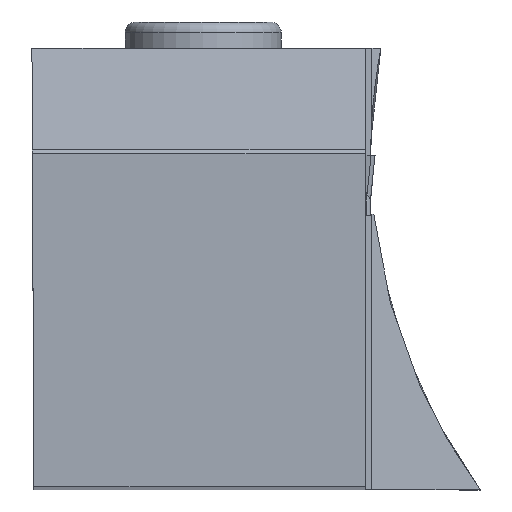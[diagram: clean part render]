
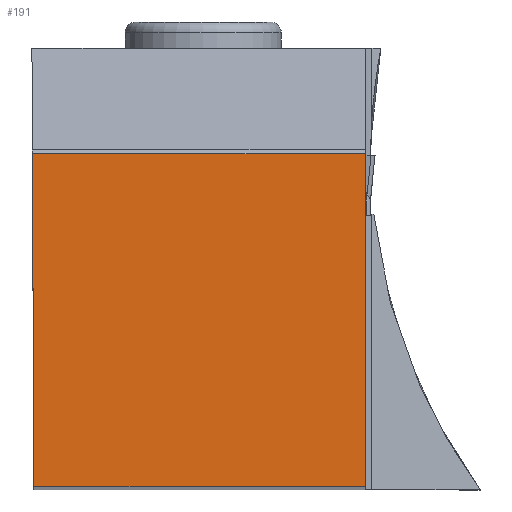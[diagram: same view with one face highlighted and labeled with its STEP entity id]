
A CAD part, top view. The second image highlights one B-rep face of the part: STEP entity #191.
In plain terms, the highlighted planar face has unit normal (0, 0, 1).
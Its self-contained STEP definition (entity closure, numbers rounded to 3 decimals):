
#191=ADVANCED_FACE('BLANK_BOXF006',(#302),#241,.F.);
#241=PLANE('',#1442);
#302=FACE_OUTER_BOUND('',#365,.T.);
#365=EDGE_LOOP('',(#658,#659,#660,#661));
#658=ORIENTED_EDGE('',*,*,#983,.T.);
#659=ORIENTED_EDGE('',*,*,#1019,.T.);
#660=ORIENTED_EDGE('',*,*,#1015,.T.);
#661=ORIENTED_EDGE('',*,*,#1001,.T.);
#838=VERTEX_POINT('',#2189);
#839=VERTEX_POINT('',#2191);
#848=VERTEX_POINT('',#2289);
#857=VERTEX_POINT('',#2316);
#983=EDGE_CURVE('',#839,#838,#1122,.T.);
#1001=EDGE_CURVE('',#848,#839,#1134,.T.);
#1015=EDGE_CURVE('',#857,#848,#1147,.T.);
#1019=EDGE_CURVE('',#838,#857,#1151,.T.);
#1122=LINE('',#2190,#1256);
#1134=LINE('',#2288,#1268);
#1147=LINE('',#2315,#1281);
#1151=LINE('',#2323,#1285);
#1256=VECTOR('',#1676,1.);
#1268=VECTOR('',#1700,1.);
#1281=VECTOR('',#1723,1.);
#1285=VECTOR('',#1729,1.);
#1442=AXIS2_PLACEMENT_3D('',#2324,#1730,#1731);
#1676=DIRECTION('',(0.,1.,0.));
#1700=DIRECTION('',(1.,0.,0.));
#1723=DIRECTION('',(0.004,-1.,0.));
#1729=DIRECTION('',(-1.,0.,0.));
#1730=DIRECTION('',(0.,0.,-1.));
#1731=DIRECTION('',(0.,-1.,0.));
#2189=CARTESIAN_POINT('',(25.273,25.273,0.));
#2190=CARTESIAN_POINT('',(25.273,-151.4,0.));
#2191=CARTESIAN_POINT('',(25.273,0.,0.));
#2288=CARTESIAN_POINT('',(-151.4,0.,0.));
#2289=CARTESIAN_POINT('',(0.11,0.,0.));
#2315=CARTESIAN_POINT('',(-0.55,151.399,0.));
#2316=CARTESIAN_POINT('',(0.,25.273,0.));
#2323=CARTESIAN_POINT('',(151.4,25.273,0.));
#2324=CARTESIAN_POINT('',(33.983,-5.,0.));
